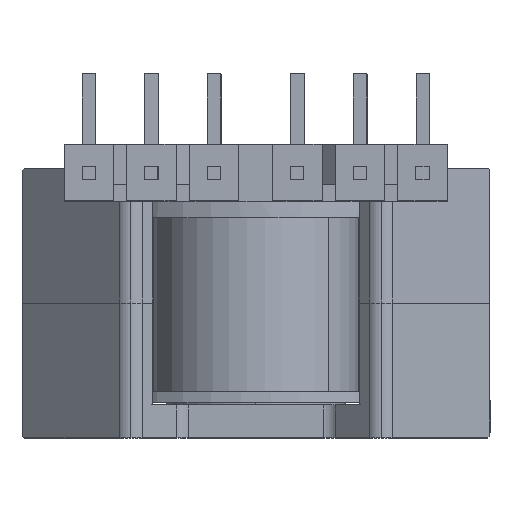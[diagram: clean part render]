
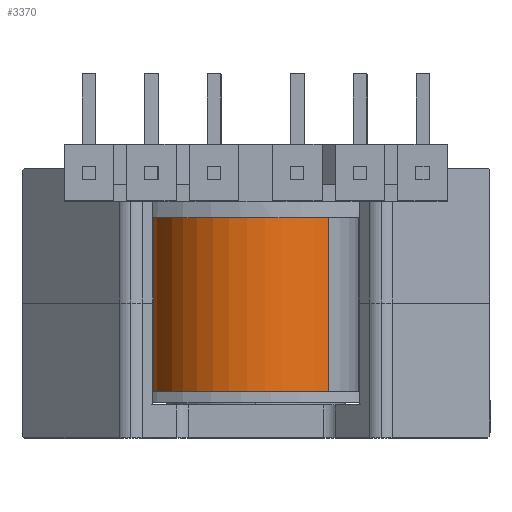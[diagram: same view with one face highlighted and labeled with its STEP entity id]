
A CAD part, top view. The second image highlights one B-rep face of the part: STEP entity #3370.
In plain terms, the highlighted cylindrical face has radius 6.25 mm (diameter 12.5 mm), a partial arc.
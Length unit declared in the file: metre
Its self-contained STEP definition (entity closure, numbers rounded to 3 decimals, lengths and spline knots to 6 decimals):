
#756 = LINE ( 'NONE', #5565, #2072 ) ;
#891 = EDGE_LOOP ( 'NONE', ( #9262, #9672, #5095, #3494 ) ) ;
#1087 = AXIS2_PLACEMENT_3D ( 'NONE', #4191, #7905, #8394 ) ;
#1378 = CYLINDRICAL_SURFACE ( 'NONE', #8947, 0.00625 ) ;
#1786 = VERTEX_POINT ( 'NONE', #10795 ) ;
#1812 = CARTESIAN_POINT ( 'NONE',  ( 0., 0.00065, 0.00625 ) ) ;
#2072 = VECTOR ( 'NONE', #7369, 1. ) ;
#2607 = DIRECTION ( 'NONE',  ( 0., 0., 1. ) ) ;
#3370 = ADVANCED_FACE ( 'NONE', ( #6960 ), #1378, .T. ) ;
#3427 = DIRECTION ( 'NONE',  ( 0., 0., 1. ) ) ;
#3468 = EDGE_CURVE ( 'NONE', #7601, #9338, #756, .T. ) ;
#3494 = ORIENTED_EDGE ( 'NONE', *, *, #3468, .F. ) ;
#4020 = CIRCLE ( 'NONE', #1087, 0.00625 ) ;
#4191 = CARTESIAN_POINT ( 'NONE',  ( 0., 0.01125, 0. ) ) ;
#4625 = CARTESIAN_POINT ( 'NONE',  ( 0., 0.01125, 0.00625 ) ) ;
#5006 = AXIS2_PLACEMENT_3D ( 'NONE', #10005, #5618, #2607 ) ;
#5095 = ORIENTED_EDGE ( 'NONE', *, *, #11480, .T. ) ;
#5565 = CARTESIAN_POINT ( 'NONE',  ( 0., 0., 0.00625 ) ) ;
#5618 = DIRECTION ( 'NONE',  ( 0., -1., 0. ) ) ;
#5930 = LINE ( 'NONE', #8661, #9704 ) ;
#6960 = FACE_OUTER_BOUND ( 'NONE', #891, .T. ) ;
#7369 = DIRECTION ( 'NONE',  ( 0., 1., 0. ) ) ;
#7516 = CIRCLE ( 'NONE', #5006, 0.00625 ) ;
#7601 = VERTEX_POINT ( 'NONE', #1812 ) ;
#7905 = DIRECTION ( 'NONE',  ( 0., -1., 0. ) ) ;
#8394 = DIRECTION ( 'NONE',  ( 0., 0., 1. ) ) ;
#8661 = CARTESIAN_POINT ( 'NONE',  ( 0., 0., -0.00625 ) ) ;
#8947 = AXIS2_PLACEMENT_3D ( 'NONE', #10945, #9847, #3427 ) ;
#9262 = ORIENTED_EDGE ( 'NONE', *, *, #10512, .F. ) ;
#9338 = VERTEX_POINT ( 'NONE', #4625 ) ;
#9658 = DIRECTION ( 'NONE',  ( 0., 1., 0. ) ) ;
#9672 = ORIENTED_EDGE ( 'NONE', *, *, #11366, .T. ) ;
#9704 = VECTOR ( 'NONE', #9658, 1. ) ;
#9847 = DIRECTION ( 'NONE',  ( 0., 1., 0. ) ) ;
#10005 = CARTESIAN_POINT ( 'NONE',  ( 0., 0.00065, 0. ) ) ;
#10512 = EDGE_CURVE ( 'NONE', #11817, #7601, #7516, .T. ) ;
#10795 = CARTESIAN_POINT ( 'NONE',  ( 0., 0.01125, -0.00625 ) ) ;
#10945 = CARTESIAN_POINT ( 'NONE',  ( 0., 0., 0. ) ) ;
#11366 = EDGE_CURVE ( 'NONE', #11817, #1786, #5930, .T. ) ;
#11480 = EDGE_CURVE ( 'NONE', #1786, #9338, #4020, .T. ) ;
#11817 = VERTEX_POINT ( 'NONE', #12020 ) ;
#12020 = CARTESIAN_POINT ( 'NONE',  ( 0., 0.00065, -0.00625 ) ) ;
